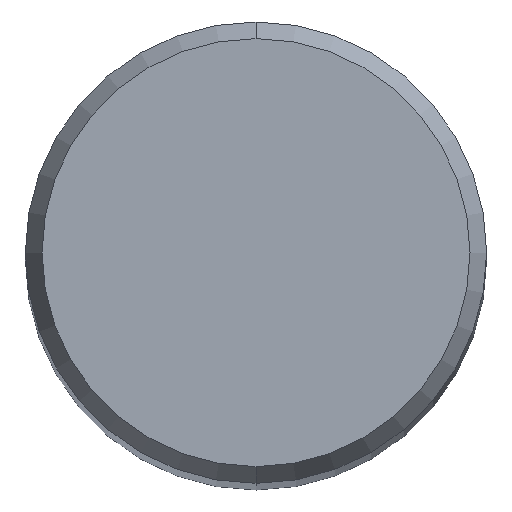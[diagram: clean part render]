
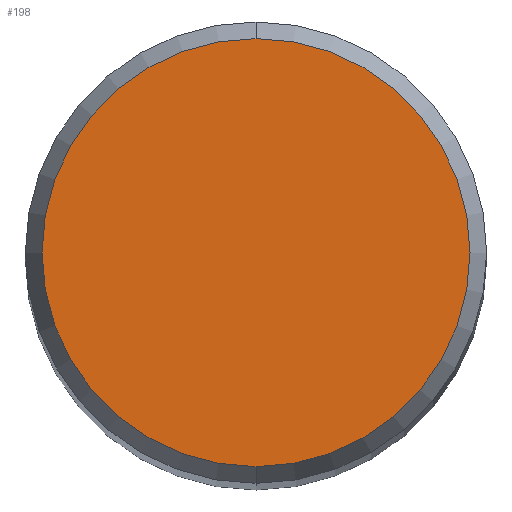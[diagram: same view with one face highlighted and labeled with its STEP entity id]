
A CAD part, top view. The second image highlights one B-rep face of the part: STEP entity #198.
In plain terms, the highlighted planar face has unit normal (0, 0, 1).
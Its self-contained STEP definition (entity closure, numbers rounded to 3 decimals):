
#96=VERTEX_POINT('',#241);
#126=EDGE_CURVE('',#96,#140,#276,.T.);
#140=VERTEX_POINT('',#292);
#148=EDGE_CURVE('',#140,#96,#303,.T.);
#198=ADVANCED_FACE('',(#357),#358,.T.);
#241=CARTESIAN_POINT('',(0.,-2.946,0.0));
#276=CIRCLE('',#438,2.946);
#292=CARTESIAN_POINT('',(0.0,2.946,0.0));
#303=CIRCLE('',#466,2.946);
#357=FACE_OUTER_BOUND('',#539,.T.);
#358=PLANE('',#540);
#438=AXIS2_PLACEMENT_3D('',#625,#626,#627);
#466=AXIS2_PLACEMENT_3D('',#661,#662,#663);
#539=EDGE_LOOP('',(#717,#718));
#540=AXIS2_PLACEMENT_3D('',#719,#720,#721);
#625=CARTESIAN_POINT('',(0.0,0.0,0.0));
#626=DIRECTION('',(0.0,0.0,-1.0));
#627=DIRECTION('',(0.0,1.0,0.0));
#661=CARTESIAN_POINT('',(0.0,0.0,0.0));
#662=DIRECTION('',(0.0,0.0,-1.0));
#663=DIRECTION('',(0.0,1.0,0.0));
#717=ORIENTED_EDGE('',*,*,#148,.F.);
#718=ORIENTED_EDGE('',*,*,#126,.F.);
#719=CARTESIAN_POINT('',(0.0,1.473,0.0));
#720=DIRECTION('',(-0.0,0.0,1.0));
#721=DIRECTION('',(0.0,-1.0,0.0));
